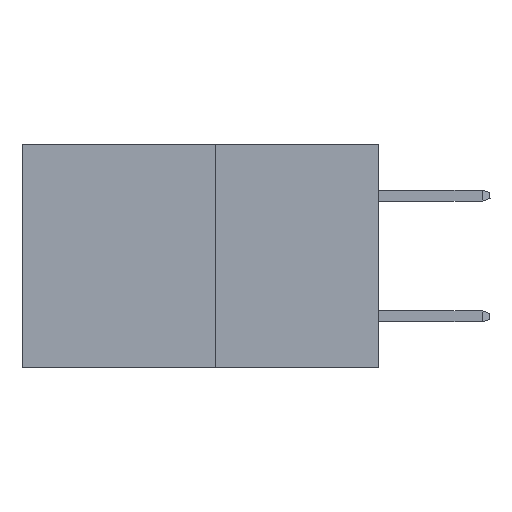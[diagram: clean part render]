
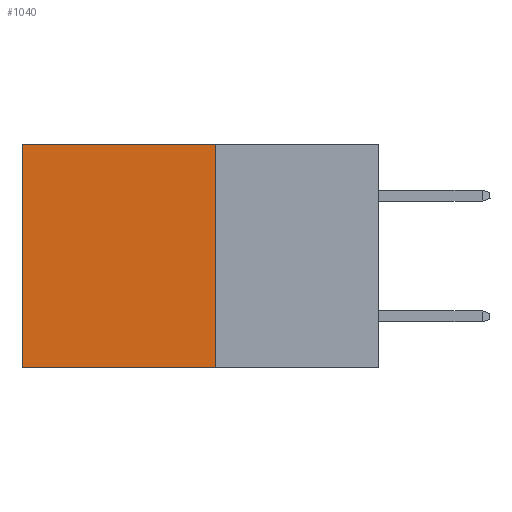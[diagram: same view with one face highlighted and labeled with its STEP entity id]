
A CAD part, left-side view. The second image highlights one B-rep face of the part: STEP entity #1040.
In plain terms, the highlighted planar face has unit normal (-1, 0, 0).
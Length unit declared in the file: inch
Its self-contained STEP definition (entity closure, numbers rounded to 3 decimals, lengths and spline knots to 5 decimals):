
#476 = VERTEX_POINT ( 'NONE', #11274 ) ;
#876 = DIRECTION ( 'NONE',  ( 0., 1., 0. ) ) ;
#1040 = ADVANCED_FACE ( 'NONE', ( #21147 ), #13369, .F. ) ;
#1083 = CARTESIAN_POINT ( 'NONE',  ( 0.277, 0.27, 0. ) ) ;
#1225 = ORIENTED_EDGE ( 'NONE', *, *, #6298, .F. ) ;
#1380 = ORIENTED_EDGE ( 'NONE', *, *, #5650, .T. ) ;
#1859 = DIRECTION ( 'NONE',  ( 0., 0., -1. ) ) ;
#3225 = ORIENTED_EDGE ( 'NONE', *, *, #3281, .F. ) ;
#3281 = EDGE_CURVE ( 'NONE', #476, #7747, #17936, .T. ) ;
#3935 = EDGE_CURVE ( 'NONE', #20359, #13026, #13910, .T. ) ;
#4138 = CARTESIAN_POINT ( 'NONE',  ( 0.277, 0.27, -0.37 ) ) ;
#4988 = LINE ( 'NONE', #7192, #9900 ) ;
#5598 = CARTESIAN_POINT ( 'NONE',  ( 0.277, 0.27, 0. ) ) ;
#5650 = EDGE_CURVE ( 'NONE', #13026, #7747, #22357, .T. ) ;
#6298 = EDGE_CURVE ( 'NONE', #20359, #476, #4988, .T. ) ;
#7192 = CARTESIAN_POINT ( 'NONE',  ( 0.277, 0.27, -0.37 ) ) ;
#7747 = VERTEX_POINT ( 'NONE', #9722 ) ;
#7942 = VECTOR ( 'NONE', #1859, 39.37008 ) ;
#9722 = CARTESIAN_POINT ( 'NONE',  ( 0.277, 0.59, -0.37 ) ) ;
#9900 = VECTOR ( 'NONE', #19874, 39.37008 ) ;
#11274 = CARTESIAN_POINT ( 'NONE',  ( 0.277, 0.27, -0.37 ) ) ;
#12521 = VECTOR ( 'NONE', #20861, 39.37008 ) ;
#13026 = VERTEX_POINT ( 'NONE', #23541 ) ;
#13369 = PLANE ( 'NONE',  #13986 ) ;
#13910 = LINE ( 'NONE', #1083, #22931 ) ;
#13986 = AXIS2_PLACEMENT_3D ( 'NONE', #4138, #18685, #18657 ) ;
#14382 = ORIENTED_EDGE ( 'NONE', *, *, #3935, .T. ) ;
#17517 = EDGE_LOOP ( 'NONE', ( #1380, #3225, #1225, #14382 ) ) ;
#17936 = LINE ( 'NONE', #20661, #12521 ) ;
#18657 = DIRECTION ( 'NONE',  ( 0., 0., -1. ) ) ;
#18685 = DIRECTION ( 'NONE',  ( 1., 0., 0. ) ) ;
#19874 = DIRECTION ( 'NONE',  ( 0., 0., -1. ) ) ;
#20359 = VERTEX_POINT ( 'NONE', #5598 ) ;
#20661 = CARTESIAN_POINT ( 'NONE',  ( 0.277, 0.27, -0.37 ) ) ;
#20861 = DIRECTION ( 'NONE',  ( 0., 1., 0. ) ) ;
#21147 = FACE_OUTER_BOUND ( 'NONE', #17517, .T. ) ;
#21872 = CARTESIAN_POINT ( 'NONE',  ( 0.277, 0.59, -0.37 ) ) ;
#22357 = LINE ( 'NONE', #21872, #7942 ) ;
#22931 = VECTOR ( 'NONE', #876, 39.37008 ) ;
#23541 = CARTESIAN_POINT ( 'NONE',  ( 0.277, 0.59, 0. ) ) ;
